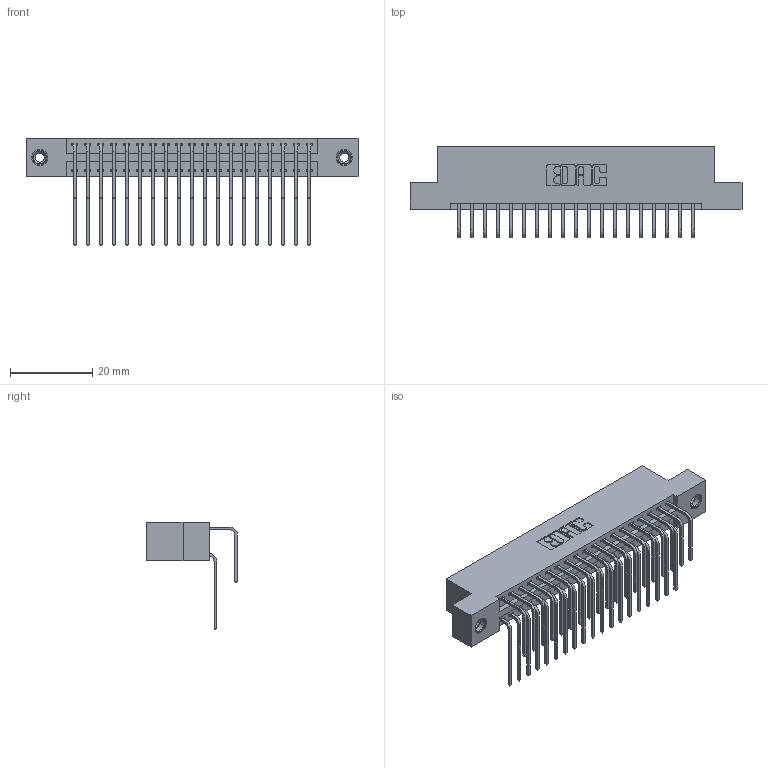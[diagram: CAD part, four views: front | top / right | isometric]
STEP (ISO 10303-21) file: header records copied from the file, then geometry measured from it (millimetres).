
FILE_DESCRIPTION (( 'STEP AP203' ), '1' );
FILE_NAME ('346-038-558-208.STEP', '2018-08-24T06:14:14', ( '' ), ( '' ), 'SwSTEP 2.0', 'SolidWorks 2016', '' );
FILE_SCHEMA (( 'CONFIG_CONTROL_DESIGN' ));
Length unit declared in the file: inch
Products named in the file (5): 346-038-558-208; 346 Part_Flush Mounting Lugs - 0.156 Dia-TI; 345-292-001_558 559 Tail - 1; 345-292-001_558 Tail - 2; 345-250-001_345-250-003-102
Assembly tree (41 placements, depth 2):
  346-038-558-208
    346 Part_Flush Mounting Lugs - 0.156 Dia-TI
    345-292-001_558 559 Tail - 1  x19
    345-292-001_558 Tail - 2  x19
    345-250-001_345-250-003-102  x2
Bounding box: 80.9 x 22.16 x 26.16 mm (x, y, z)
Volume: 7922.7 mm3; surface area: 11600.5 mm2
Topology: 41 solids, 41 shells, 2234 faces, 6583 edges, 4330 vertices
Faces by surface type: plane 1514, cylinder 704, cone 12, torus 4
Entity records: 18466 total; most frequent: CARTESIAN_POINT 3110, ORIENTED_EDGE 2986, DIRECTION 2791, EDGE_CURVE 1493, LINE 1225, VECTOR 1225, VERTEX_POINT 988, AXIS2_PLACEMENT_3D 783
